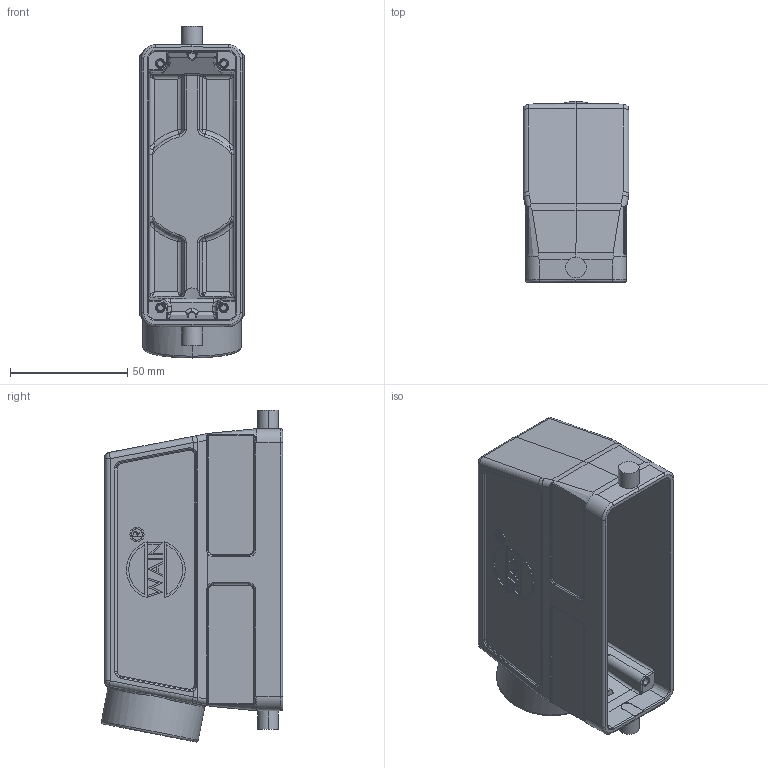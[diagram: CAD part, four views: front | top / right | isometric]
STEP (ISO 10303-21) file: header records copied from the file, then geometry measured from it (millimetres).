
FILE_DESCRIPTION(/* description */ (''),/* implementation_level */ '2;1');
FILE_NAME(/* name */ '3D_1240245155005_HV24B-SEH-2B-M40_V1.1.stp',/* time_stamp */ '2024-01-17T15:56:27+08:00',/* author */ (''),/* organization */ (''),/* preprocessor_version */ 'ST-DEVELOPER v18.1',/* originating_system */ 'SIEMENS PLM Software NX 1980',/* authorisation */ '');
FILE_SCHEMA (('AUTOMOTIVE_DESIGN { 1 0 10303 214 3 1 1 1 }'));
Length unit declared in the file: millimetre
Products named in the file (1): 14593C30272Bdz5l
Bounding box: 45 x 77.14 x 141.34 mm (x, y, z)
Volume: 93741.2 mm3; surface area: 56463.1 mm2
Topology: 3 solids, 3 shells, 691 faces, 1703 edges, 1022 vertices
Faces by surface type: plane 243, cylinder 208, torus 124, bspline 69, cone 29, sphere 12, extrusion 6
Full cylindrical faces by diameter (mm): 36 x1, 38.5 x1
Entity records: 26540 total; most frequent: CARTESIAN_POINT 11504, ORIENTED_EDGE 3336, DIRECTION 2724, EDGE_CURVE 1668, VERTEX_POINT 1020, AXIS2_PLACEMENT_3D 979, VECTOR 766, LINE 760
